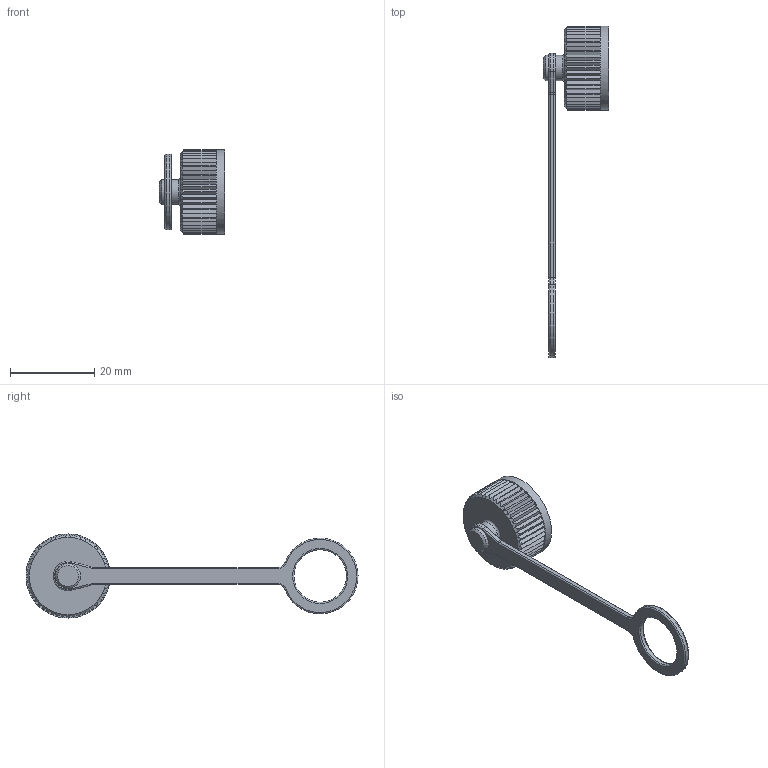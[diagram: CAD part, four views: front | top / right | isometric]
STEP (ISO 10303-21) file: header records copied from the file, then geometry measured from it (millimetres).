
FILE_DESCRIPTION(/* description */ (''),/* implementation_level */ '2;1');
FILE_NAME(/* name */ '08 2676 000 000 001_02.stp',/* time_stamp */ '2020-01-17T09:56:44+01:00',/* author */ (''),/* organization */ ('Franz Binder GmbH'),/* preprocessor_version */ 'ST-DEVELOPER v16',/* originating_system */ 'SIEMENS PLM Software NX 11.0',/* authorisation */ '');
FILE_SCHEMA (('AUTOMOTIVE_DESIGN { 1 0 10303 214 3 1 1 1 }'));
Length unit declared in the file: millimetre
Products named in the file (1): sgro33FC731A8u16
Bounding box: 15.5 x 79 x 20 mm (x, y, z)
Volume: 3017.7 mm3; surface area: 2750.6 mm2
Topology: 1 solids, 2 shells, 199 faces, 446 edges, 257 vertices
Faces by surface type: plane 158, cylinder 22, torus 16, cone 3
Full cylindrical faces by diameter (mm): 2 x1, 4.1 x1, 6 x2, 10.917 x1, 12.4 x1, 12.5 x1, 20 x1
Entity records: 5640 total; most frequent: CARTESIAN_POINT 1170, ORIENTED_EDGE 856, DIRECTION 846, EDGE_CURVE 428, AXIS2_PLACEMENT_3D 314, VERTEX_POINT 254, EDGE_LOOP 222, LINE 218
